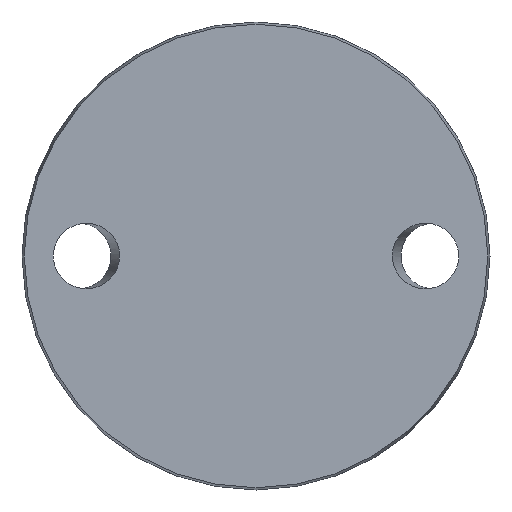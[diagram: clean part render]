
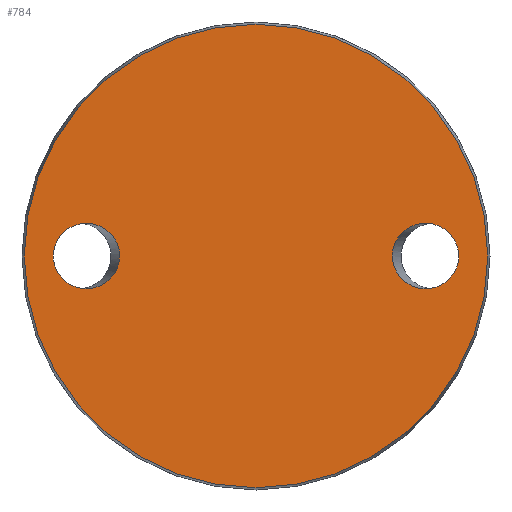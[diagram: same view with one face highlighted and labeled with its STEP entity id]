
A CAD part, front view. The second image highlights one B-rep face of the part: STEP entity #784.
In plain terms, the highlighted planar face has unit normal (0, -1, 0).
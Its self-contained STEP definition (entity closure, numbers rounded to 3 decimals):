
#12 = CARTESIAN_POINT ( 'NONE',  ( 51.115, 0., 16.5 ) ) ;
#32 = CARTESIAN_POINT ( 'NONE',  ( -34.385, 0., 16.5 ) ) ;
#36 = AXIS2_PLACEMENT_3D ( 'NONE', #295, #910, #61 ) ;
#61 = DIRECTION ( 'NONE',  ( 0., 0., -1. ) ) ;
#81 = CARTESIAN_POINT ( 'NONE',  ( 0., 0., -58.425 ) ) ;
#122 = CARTESIAN_POINT ( 'NONE',  ( -58.425, 0., 0. ) ) ;
#126 = FACE_OUTER_BOUND ( 'NONE', #687, .T. ) ;
#174 = CARTESIAN_POINT ( 'NONE',  ( 34.385, 0., -16.5 ) ) ;
#227 = ORIENTED_EDGE ( 'NONE', *, *, #726, .T. ) ;
#295 = CARTESIAN_POINT ( 'NONE',  ( 0., 0., 0. ) ) ;
#318 = CARTESIAN_POINT ( 'NONE',  ( 34.385, 0., 16.5 ) ) ;
#351 = DIRECTION ( 'NONE',  ( 0., 1., 0. ) ) ;
#389 = CARTESIAN_POINT ( 'NONE',  ( 51.115, 0., 0. ) ) ;
#419 = CARTESIAN_POINT ( 'NONE',  ( -51.115, 0., 0. ) ) ;
#437 = CARTESIAN_POINT ( 'NONE',  ( -51.115, 0., 16.5 ) ) ;
#474 = CIRCLE ( 'NONE', #36, 58.425 ) ;
#501 = ORIENTED_EDGE ( 'NONE', *, *, #636, .F. ) ;
#538 = VERTEX_POINT ( 'NONE', #81 ) ;
#542 = CARTESIAN_POINT ( 'NONE',  ( 34.385, 0., 0. ) ) ;
#548 = CARTESIAN_POINT ( 'NONE',  ( 34.385, 0., 0. ) ) ;
#553 =( BOUNDED_CURVE ( )  B_SPLINE_CURVE ( 3, ( #419, #437, #32, #590, #809, #815, #905 ),
 .UNSPECIFIED., .T., .T. ) 
 B_SPLINE_CURVE_WITH_KNOTS ( ( 4, 3, 4 ),
 ( 0., 3.142, 6.283 ),
 .UNSPECIFIED. ) 
 CURVE ( )  GEOMETRIC_REPRESENTATION_ITEM ( )  RATIONAL_B_SPLINE_CURVE ( ( 1., 0.333, 0.333, 1., 0.333, 0.333, 1. ) ) 
 REPRESENTATION_ITEM ( '' )  );
#590 = CARTESIAN_POINT ( 'NONE',  ( -34.385, 0., 0. ) ) ;
#593 =( BOUNDED_CURVE ( )  B_SPLINE_CURVE ( 3, ( #548, #174, #780, #389, #12, #318, #947 ),
 .UNSPECIFIED., .T., .F. ) 
 B_SPLINE_CURVE_WITH_KNOTS ( ( 4, 3, 4 ),
 ( 0., 3.142, 6.283 ),
 .UNSPECIFIED. ) 
 CURVE ( )  GEOMETRIC_REPRESENTATION_ITEM ( )  RATIONAL_B_SPLINE_CURVE ( ( 1., 0.333, 0.333, 1., 0.333, 0.333, 1. ) ) 
 REPRESENTATION_ITEM ( '' )  );
#636 = EDGE_CURVE ( 'NONE', #867, #867, #593, .T. ) ;
#687 = EDGE_LOOP ( 'NONE', ( #833 ) ) ;
#726 = EDGE_CURVE ( 'NONE', #773, #773, #553, .T. ) ;
#741 = FACE_BOUND ( 'NONE', #797, .T. ) ;
#745 = DIRECTION ( 'NONE',  ( 0., 0., 1. ) ) ;
#773 = VERTEX_POINT ( 'NONE', #854 ) ;
#780 = CARTESIAN_POINT ( 'NONE',  ( 51.115, 0., -16.5 ) ) ;
#784 = ADVANCED_FACE ( 'NONE', ( #741, #968, #126 ), #958, .F. ) ;
#797 = EDGE_LOOP ( 'NONE', ( #227 ) ) ;
#809 = CARTESIAN_POINT ( 'NONE',  ( -34.385, 0., -16.5 ) ) ;
#815 = CARTESIAN_POINT ( 'NONE',  ( -51.115, 0., -16.5 ) ) ;
#833 = ORIENTED_EDGE ( 'NONE', *, *, #995, .T. ) ;
#854 = CARTESIAN_POINT ( 'NONE',  ( -51.115, 0., 0. ) ) ;
#867 = VERTEX_POINT ( 'NONE', #542 ) ;
#875 = EDGE_LOOP ( 'NONE', ( #501 ) ) ;
#905 = CARTESIAN_POINT ( 'NONE',  ( -51.115, 0., 0. ) ) ;
#910 = DIRECTION ( 'NONE',  ( 0., -1., 0. ) ) ;
#927 = AXIS2_PLACEMENT_3D ( 'NONE', #122, #351, #745 ) ;
#947 = CARTESIAN_POINT ( 'NONE',  ( 34.385, 0., 0. ) ) ;
#958 = PLANE ( 'NONE',  #927 ) ;
#968 = FACE_BOUND ( 'NONE', #875, .T. ) ;
#995 = EDGE_CURVE ( 'NONE', #538, #538, #474, .T. ) ;
